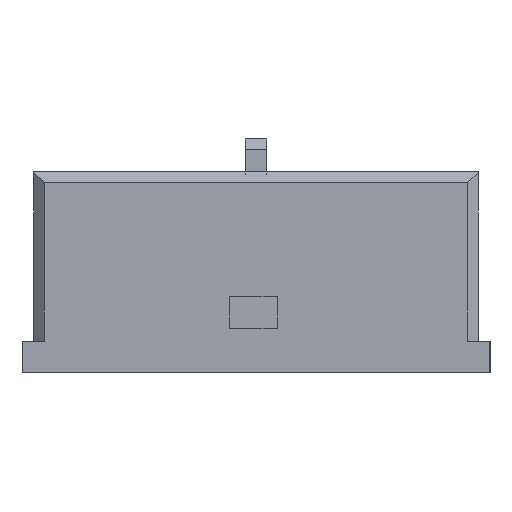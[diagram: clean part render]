
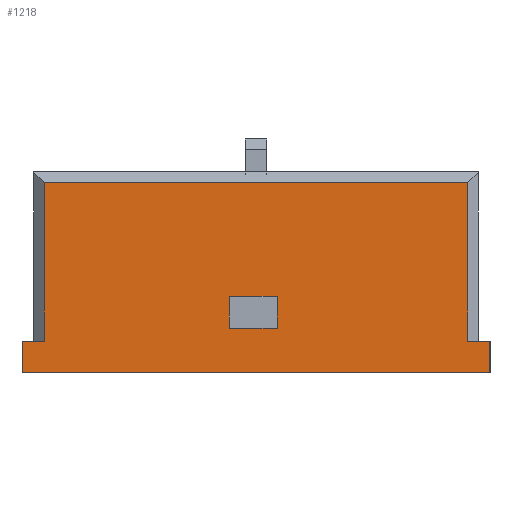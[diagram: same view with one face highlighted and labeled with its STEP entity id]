
A CAD part, left-side view. The second image highlights one B-rep face of the part: STEP entity #1218.
In plain terms, the highlighted planar face has unit normal (-1, 0, 0).
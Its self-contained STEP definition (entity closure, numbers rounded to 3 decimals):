
#39=FACE_BOUND('',#147,.T.);
#84=FACE_OUTER_BOUND('',#146,.T.);
#146=EDGE_LOOP('',(#929,#930,#931,#932,#933,#934,#935,#936));
#147=EDGE_LOOP('',(#937,#938,#939,#940));
#193=LINE('',#1663,#349);
#201=LINE('',#1679,#357);
#203=LINE('',#1684,#359);
#209=LINE('',#1694,#365);
#269=LINE('',#1817,#425);
#281=LINE('',#1842,#437);
#284=LINE('',#1848,#440);
#285=LINE('',#1850,#441);
#286=LINE('',#1852,#442);
#287=LINE('',#1854,#443);
#288=LINE('',#1856,#444);
#289=LINE('',#1857,#445);
#349=VECTOR('',#1347,10.);
#357=VECTOR('',#1359,10.);
#359=VECTOR('',#1363,10.);
#365=VECTOR('',#1373,10.);
#425=VECTOR('',#1473,10.);
#437=VECTOR('',#1495,10.);
#440=VECTOR('',#1500,10.);
#441=VECTOR('',#1501,10.);
#442=VECTOR('',#1502,10.);
#443=VECTOR('',#1503,10.);
#444=VECTOR('',#1504,10.);
#445=VECTOR('',#1505,10.);
#505=VERTEX_POINT('',#1660);
#506=VERTEX_POINT('',#1662);
#512=VERTEX_POINT('',#1677);
#514=VERTEX_POINT('',#1683);
#557=VERTEX_POINT('',#1811);
#559=VERTEX_POINT('',#1815);
#567=VERTEX_POINT('',#1841);
#569=VERTEX_POINT('',#1847);
#570=VERTEX_POINT('',#1849);
#571=VERTEX_POINT('',#1851);
#572=VERTEX_POINT('',#1853);
#573=VERTEX_POINT('',#1855);
#619=EDGE_CURVE('',#506,#505,#193,.T.);
#627=EDGE_CURVE('',#505,#512,#201,.T.);
#629=EDGE_CURVE('',#514,#506,#203,.T.);
#635=EDGE_CURVE('',#512,#514,#209,.T.);
#695=EDGE_CURVE('',#557,#559,#269,.T.);
#707=EDGE_CURVE('',#567,#557,#281,.T.);
#710=EDGE_CURVE('',#569,#559,#284,.T.);
#711=EDGE_CURVE('',#570,#569,#285,.T.);
#712=EDGE_CURVE('',#571,#570,#286,.T.);
#713=EDGE_CURVE('',#571,#572,#287,.T.);
#714=EDGE_CURVE('',#572,#573,#288,.T.);
#715=EDGE_CURVE('',#567,#573,#289,.T.);
#929=ORIENTED_EDGE('',*,*,#695,.T.);
#930=ORIENTED_EDGE('',*,*,#710,.F.);
#931=ORIENTED_EDGE('',*,*,#711,.F.);
#932=ORIENTED_EDGE('',*,*,#712,.F.);
#933=ORIENTED_EDGE('',*,*,#713,.T.);
#934=ORIENTED_EDGE('',*,*,#714,.T.);
#935=ORIENTED_EDGE('',*,*,#715,.F.);
#936=ORIENTED_EDGE('',*,*,#707,.T.);
#937=ORIENTED_EDGE('',*,*,#635,.T.);
#938=ORIENTED_EDGE('',*,*,#629,.T.);
#939=ORIENTED_EDGE('',*,*,#619,.T.);
#940=ORIENTED_EDGE('',*,*,#627,.T.);
#1164=PLANE('',#1294);
#1218=ADVANCED_FACE('',(#84,#39),#1164,.T.);
#1294=AXIS2_PLACEMENT_3D('',#1846,#1498,#1499);
#1347=DIRECTION('',(0.,0.,1.));
#1359=DIRECTION('',(0.,-1.,0.));
#1363=DIRECTION('',(0.,1.,0.));
#1373=DIRECTION('',(0.,0.,-1.));
#1473=DIRECTION('',(0.,1.,0.));
#1495=DIRECTION('',(0.,0.,1.));
#1498=DIRECTION('center_axis',(-1.,0.,0.));
#1499=DIRECTION('ref_axis',(0.,-1.,0.));
#1500=DIRECTION('',(0.,0.,1.));
#1501=DIRECTION('',(0.,-1.,0.));
#1502=DIRECTION('',(0.,0.,1.));
#1503=DIRECTION('',(0.,-1.,0.));
#1504=DIRECTION('',(0.,0.,1.));
#1505=DIRECTION('',(0.,-1.,0.));
#1660=CARTESIAN_POINT('',(-30.,2.5,7.2));
#1662=CARTESIAN_POINT('',(-30.,2.5,4.2));
#1663=CARTESIAN_POINT('',(-30.,2.5,2.1));
#1677=CARTESIAN_POINT('',(-30.,-2.,7.2));
#1679=CARTESIAN_POINT('',(-30.,12.25,7.2));
#1683=CARTESIAN_POINT('',(-30.,-2.,4.2));
#1684=CARTESIAN_POINT('',(-30.,10.,4.2));
#1694=CARTESIAN_POINT('',(-30.,-2.,3.6));
#1811=CARTESIAN_POINT('',(-30.,-19.9,17.9));
#1815=CARTESIAN_POINT('',(-30.,19.9,17.9));
#1817=CARTESIAN_POINT('',(-30.,0.,17.9));
#1841=CARTESIAN_POINT('',(-30.,-19.9,3.));
#1842=CARTESIAN_POINT('',(-30.,-19.9,3.));
#1846=CARTESIAN_POINT('Origin',(-30.,22.,0.));
#1847=CARTESIAN_POINT('',(-30.,19.9,3.));
#1848=CARTESIAN_POINT('',(-30.,19.9,3.));
#1849=CARTESIAN_POINT('',(-30.,22.,3.));
#1850=CARTESIAN_POINT('',(-30.,22.,3.));
#1851=CARTESIAN_POINT('',(-30.,22.,0.));
#1852=CARTESIAN_POINT('',(-30.,22.,0.));
#1853=CARTESIAN_POINT('',(-30.,-22.,0.));
#1854=CARTESIAN_POINT('',(-30.,22.,0.));
#1855=CARTESIAN_POINT('',(-30.,-22.,3.));
#1856=CARTESIAN_POINT('',(-30.,-22.,0.));
#1857=CARTESIAN_POINT('',(-30.,22.,3.));
